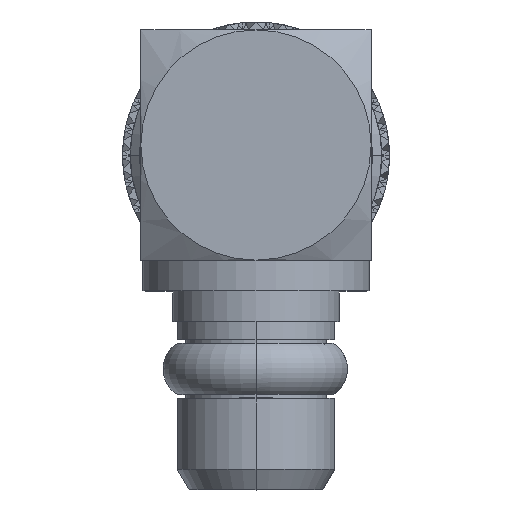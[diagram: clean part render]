
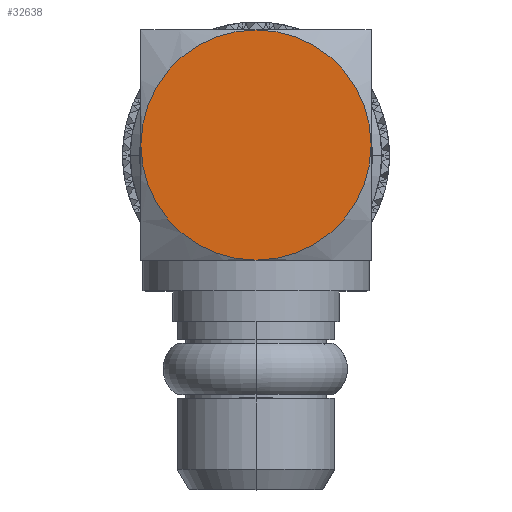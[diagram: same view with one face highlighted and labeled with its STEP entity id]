
A CAD part, top view. The second image highlights one B-rep face of the part: STEP entity #32638.
In plain terms, the highlighted face is planar.
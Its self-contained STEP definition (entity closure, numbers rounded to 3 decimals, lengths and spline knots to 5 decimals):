
#2345 = VERTEX_POINT ( 'NONE', #31059 ) ;
#3783 = DIRECTION ( 'NONE',  ( -1., 0., 0. ) ) ;
#4799 = EDGE_CURVE ( 'NONE', #2345, #17541, #26387, .T. ) ;
#6098 = CARTESIAN_POINT ( 'NONE',  ( -0.082, 0., 0. ) ) ;
#6587 = EDGE_CURVE ( 'NONE', #30345, #2345, #28225, .T. ) ;
#6833 = CARTESIAN_POINT ( 'NONE',  ( -0.082, 0., 0.069 ) ) ;
#8205 = EDGE_LOOP ( 'NONE', ( #37599, #10375, #17181, #15254 ) ) ;
#10313 = EDGE_CURVE ( 'NONE', #17541, #50063, #12293, .T. ) ;
#10375 = ORIENTED_EDGE ( 'NONE', *, *, #6587, .T. ) ;
#12293 = CIRCLE ( 'NONE', #44398, 0.069 ) ;
#13549 = EDGE_CURVE ( 'NONE', #50063, #30345, #35957, .T. ) ;
#15254 = ORIENTED_EDGE ( 'NONE', *, *, #10313, .T. ) ;
#15804 = PLANE ( 'NONE',  #41299 ) ;
#15942 = CARTESIAN_POINT ( 'NONE',  ( -0.082, 0., 0. ) ) ;
#17181 = ORIENTED_EDGE ( 'NONE', *, *, #4799, .T. ) ;
#17541 = VERTEX_POINT ( 'NONE', #6833 ) ;
#18859 = AXIS2_PLACEMENT_3D ( 'NONE', #31089, #50967, #34721 ) ;
#19168 = DIRECTION ( 'NONE',  ( 1., 0., 0. ) ) ;
#21880 = CARTESIAN_POINT ( 'NONE',  ( -0.082, 0., 0. ) ) ;
#25646 = AXIS2_PLACEMENT_3D ( 'NONE', #21880, #33965, #37935 ) ;
#25905 = CARTESIAN_POINT ( 'NONE',  ( -0.082, 0., -0.069 ) ) ;
#26387 = CIRCLE ( 'NONE', #39176, 0.069 ) ;
#27139 = CARTESIAN_POINT ( 'NONE',  ( -0.082, 0.069, 0. ) ) ;
#28225 = CIRCLE ( 'NONE', #18859, 0.069 ) ;
#30345 = VERTEX_POINT ( 'NONE', #25905 ) ;
#31059 = CARTESIAN_POINT ( 'NONE',  ( -0.082, -0.069, 0. ) ) ;
#31089 = CARTESIAN_POINT ( 'NONE',  ( -0.082, 0., 0. ) ) ;
#32638 = ADVANCED_FACE ( 'NONE', ( #37009 ), #15804, .F. ) ;
#33965 = DIRECTION ( 'NONE',  ( -1., 0., 0. ) ) ;
#34721 = DIRECTION ( 'NONE',  ( 0., 0., 1. ) ) ;
#35957 = CIRCLE ( 'NONE', #25646, 0.069 ) ;
#37009 = FACE_OUTER_BOUND ( 'NONE', #8205, .T. ) ;
#37599 = ORIENTED_EDGE ( 'NONE', *, *, #13549, .T. ) ;
#37935 = DIRECTION ( 'NONE',  ( 0., 0., 1. ) ) ;
#38077 = DIRECTION ( 'NONE',  ( -1., 0., 0. ) ) ;
#39176 = AXIS2_PLACEMENT_3D ( 'NONE', #6098, #38077, #41883 ) ;
#39566 = CARTESIAN_POINT ( 'NONE',  ( -0.082, -0.069, 0.069 ) ) ;
#41299 = AXIS2_PLACEMENT_3D ( 'NONE', #39566, #19168, #50996 ) ;
#41883 = DIRECTION ( 'NONE',  ( 0., 0., 1. ) ) ;
#44398 = AXIS2_PLACEMENT_3D ( 'NONE', #15942, #3783, #47990 ) ;
#47990 = DIRECTION ( 'NONE',  ( 0., 0., 1. ) ) ;
#50063 = VERTEX_POINT ( 'NONE', #27139 ) ;
#50967 = DIRECTION ( 'NONE',  ( -1., 0., 0. ) ) ;
#50996 = DIRECTION ( 'NONE',  ( 0., 0., -1. ) ) ;
